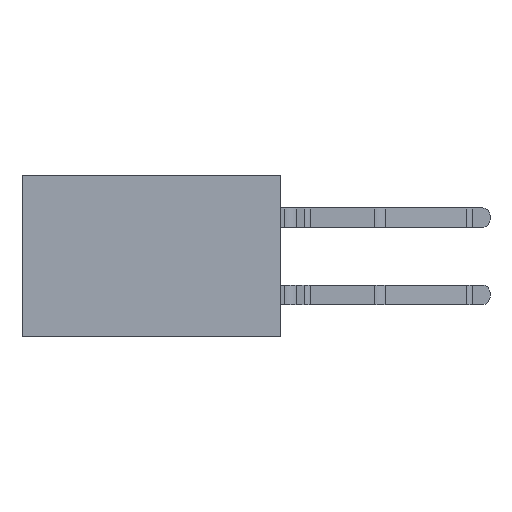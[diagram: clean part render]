
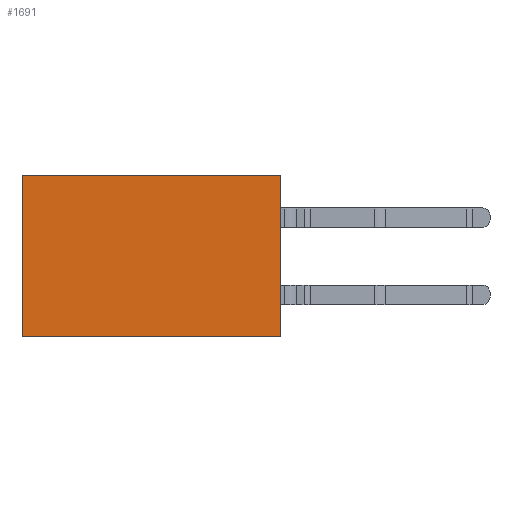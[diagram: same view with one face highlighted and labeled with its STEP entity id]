
A CAD part, left-side view. The second image highlights one B-rep face of the part: STEP entity #1691.
In plain terms, the highlighted planar face has unit normal (-1, 0, 0).
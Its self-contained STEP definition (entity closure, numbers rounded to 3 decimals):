
#19=DIRECTION('',(0.,0.,1.));
#20=VECTOR('',#19,5.33);
#21=CARTESIAN_POINT('',(-2.5,4.25,-1.395));
#22=LINE('',#21,#20);
#27=DIRECTION('',(0.,-1.,0.));
#28=VECTOR('',#27,8.5);
#29=CARTESIAN_POINT('',(-2.5,4.25,-1.395));
#30=LINE('',#29,#28);
#300=DIRECTION('',(0.,0.,1.));
#301=VECTOR('',#300,5.33);
#302=CARTESIAN_POINT('',(-2.5,-4.25,-1.395));
#303=LINE('',#302,#301);
#328=DIRECTION('',(0.,-1.,0.));
#329=VECTOR('',#328,8.5);
#330=CARTESIAN_POINT('',(-2.5,4.25,3.935));
#331=LINE('',#330,#329);
#1485=CARTESIAN_POINT('',(-2.5,4.25,-1.395));
#1487=VERTEX_POINT('',#1485);
#1488=CARTESIAN_POINT('',(-2.5,4.25,3.935));
#1490=VERTEX_POINT('',#1488);
#1494=CARTESIAN_POINT('',(-2.5,-4.25,-1.395));
#1495=VERTEX_POINT('',#1494);
#1496=CARTESIAN_POINT('',(-2.5,-4.25,3.935));
#1497=VERTEX_POINT('',#1496);
#1676=CARTESIAN_POINT('',(-2.5,0.,0.));
#1677=DIRECTION('',(1.,0.,0.));
#1678=DIRECTION('',(0.,0.,-1.));
#1679=AXIS2_PLACEMENT_3D('',#1676,#1677,#1678);
#1680=PLANE('',#1679);
#1682=ORIENTED_EDGE('',*,*,#1681,.T.);
#1684=ORIENTED_EDGE('',*,*,#1683,.T.);
#1686=ORIENTED_EDGE('',*,*,#1685,.F.);
#1688=ORIENTED_EDGE('',*,*,#1687,.F.);
#1689=EDGE_LOOP('',(#1682,#1684,#1686,#1688));
#1690=FACE_OUTER_BOUND('',#1689,.F.);
#1691=ADVANCED_FACE('',(#1690),#1680,.F.);
#1681=EDGE_CURVE('',#1487,#1490,#22,.T.);
#1683=EDGE_CURVE('',#1490,#1497,#331,.T.);
#1685=EDGE_CURVE('',#1495,#1497,#303,.T.);
#1687=EDGE_CURVE('',#1487,#1495,#30,.T.);
